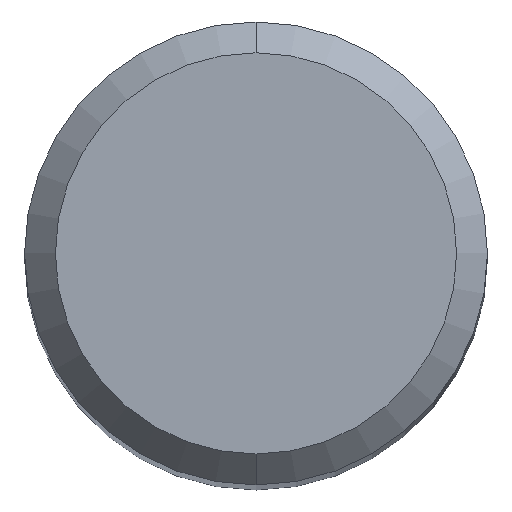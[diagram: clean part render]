
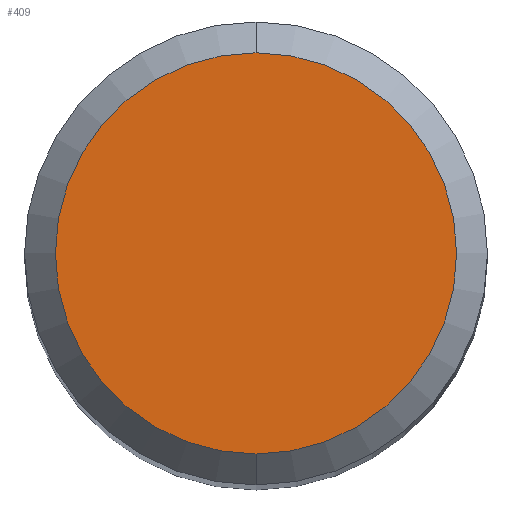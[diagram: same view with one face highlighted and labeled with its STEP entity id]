
A CAD part, top view. The second image highlights one B-rep face of the part: STEP entity #409.
In plain terms, the highlighted planar face has unit normal (0, 0, 1).
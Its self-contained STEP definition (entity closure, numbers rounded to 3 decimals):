
#265=VERTEX_POINT('',#564);
#361=EDGE_CURVE('',#419,#265,#671,.T.);
#409=ADVANCED_FACE('',(#725),#726,.T.);
#419=VERTEX_POINT('',#736);
#437=EDGE_CURVE('',#265,#419,#756,.T.);
#564=CARTESIAN_POINT('',(0.,-2.6,0.0));
#671=CIRCLE('',#1183,2.6);
#725=FACE_OUTER_BOUND('',#1299,.T.);
#726=PLANE('',#1300);
#736=CARTESIAN_POINT('',(0.0,2.6,0.0));
#756=CIRCLE('',#1376,2.6);
#1183=AXIS2_PLACEMENT_3D('',#1611,#1612,#1613);
#1299=EDGE_LOOP('',(#1679,#1680));
#1300=AXIS2_PLACEMENT_3D('',#1681,#1682,#1683);
#1376=AXIS2_PLACEMENT_3D('',#1711,#1712,#1713);
#1611=CARTESIAN_POINT('',(0.0,0.0,0.0));
#1612=DIRECTION('',(0.0,0.0,-1.0));
#1613=DIRECTION('',(0.0,1.0,0.0));
#1679=ORIENTED_EDGE('',*,*,#361,.F.);
#1680=ORIENTED_EDGE('',*,*,#437,.F.);
#1681=CARTESIAN_POINT('',(0.0,1.3,0.0));
#1682=DIRECTION('',(-0.0,0.0,1.0));
#1683=DIRECTION('',(0.0,-1.0,0.0));
#1711=CARTESIAN_POINT('',(0.0,0.0,0.0));
#1712=DIRECTION('',(0.0,0.0,-1.0));
#1713=DIRECTION('',(0.0,1.0,0.0));
